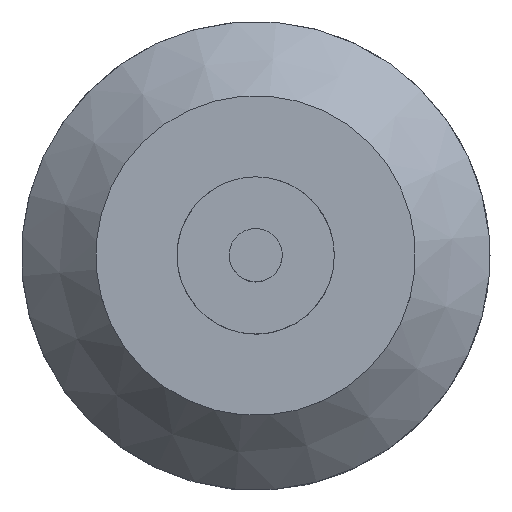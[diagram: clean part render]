
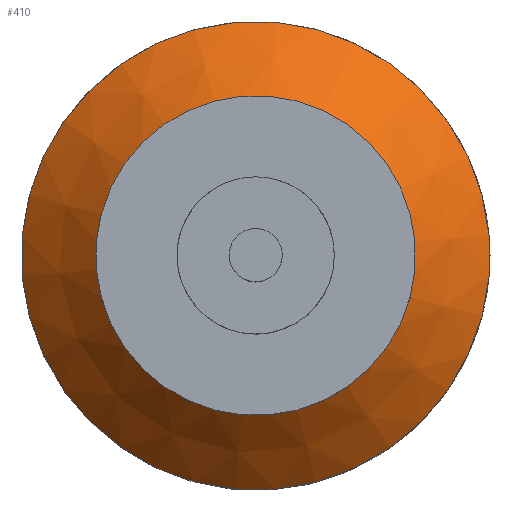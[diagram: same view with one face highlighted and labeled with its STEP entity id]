
A CAD part, top view. The second image highlights one B-rep face of the part: STEP entity #410.
In plain terms, the highlighted conical face has half-angle 45 degrees and reference radius 9.555 mm.
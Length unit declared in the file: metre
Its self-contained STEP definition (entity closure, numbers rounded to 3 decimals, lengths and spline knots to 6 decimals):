
#47=CONICAL_SURFACE('',#613,0.009555,0.785);
#55=ORIENTED_EDGE('',*,*,#150,.F.);
#56=ORIENTED_EDGE('',*,*,#151,.F.);
#150=EDGE_CURVE('',#198,#198,#238,.F.);
#151=EDGE_CURVE('',#199,#199,#239,.T.);
#198=VERTEX_POINT('',#814);
#199=VERTEX_POINT('',#817);
#238=CIRCLE('',#612,0.014);
#239=CIRCLE('',#614,0.009555);
#272=EDGE_LOOP('',(#55));
#273=EDGE_LOOP('',(#56));
#318=FACE_BOUND('',#272,.T.);
#319=FACE_BOUND('',#273,.T.);
#410=ADVANCED_FACE('',(#318,#319),#47,.T.);
#612=AXIS2_PLACEMENT_3D('',#813,#679,#680);
#613=AXIS2_PLACEMENT_3D('',#815,#681,#682);
#614=AXIS2_PLACEMENT_3D('',#816,#683,#684);
#679=DIRECTION('',(0.,0.,1.));
#680=DIRECTION('',(0.707,0.707,0.));
#681=DIRECTION('',(0.,0.,-1.));
#682=DIRECTION('',(-0.707,-0.707,0.));
#683=DIRECTION('',(0.,0.,1.));
#684=DIRECTION('',(0.707,0.707,0.));
#813=CARTESIAN_POINT('',(0.,0.,0.721555));
#814=CARTESIAN_POINT('',(0.009899,0.009899,0.721555));
#815=CARTESIAN_POINT('',(0.,0.,0.726));
#816=CARTESIAN_POINT('',(0.,0.,0.726));
#817=CARTESIAN_POINT('',(0.006756,0.006756,0.726));
